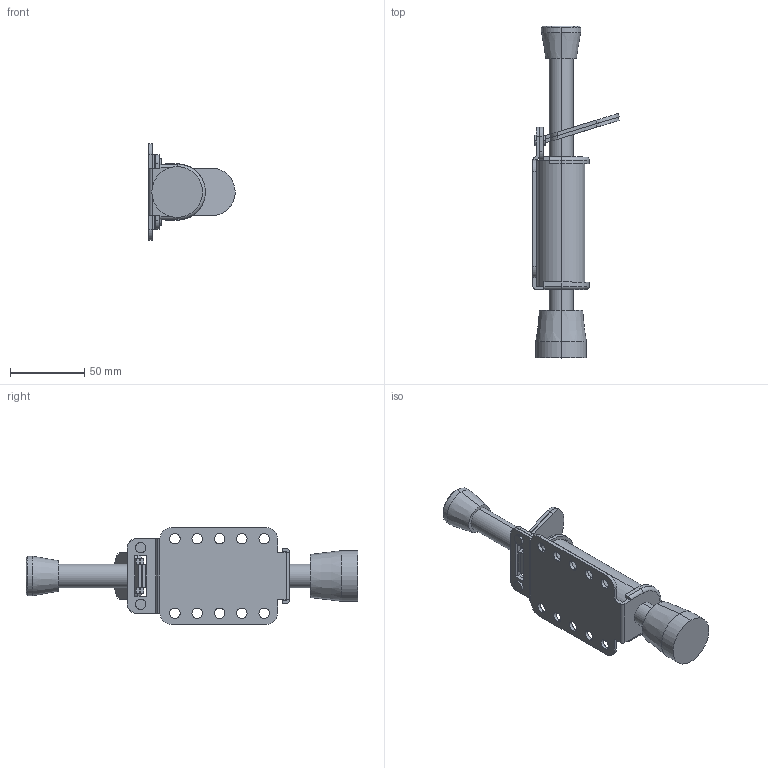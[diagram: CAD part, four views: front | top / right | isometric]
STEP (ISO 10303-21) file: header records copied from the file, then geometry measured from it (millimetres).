
FILE_DESCRIPTION (( 'STEP AP203' ), '1' );
FILE_NAME ('A-900-A.STEP', '2015-07-21T01:28:36', ( '' ), ( '' ), 'SwSTEP 2.0', 'SolidWorks 2012', '' );
FILE_SCHEMA (( 'CONFIG_CONTROL_DESIGN' ));
Length unit declared in the file: millimetre
Products named in the file (5): A-403-A押え板_; K-900-A受板_; K-900-A本体_; K-900-A棒_; A-900-A
Assembly tree (5 placements, depth 2):
  A-900-A
    K-900-A本体_
    K-900-A棒_
    K-900-A受板_
    A-403-A押え板_  x2
Bounding box: 58 x 223 x 65 mm (x, y, z)
Volume: 147857.7 mm3; surface area: 54582.4 mm2
Topology: 5 solids, 5 shells, 164 faces, 427 edges, 280 vertices
Faces by surface type: plane 79, cylinder 77, cone 6, torus 2
Entity records: 5149 total; most frequent: DIRECTION 826, CARTESIAN_POINT 811, ORIENTED_EDGE 764, EDGE_CURVE 382, AXIS2_PLACEMENT_3D 297, VERTEX_POINT 250, VECTOR 232, LINE 232
